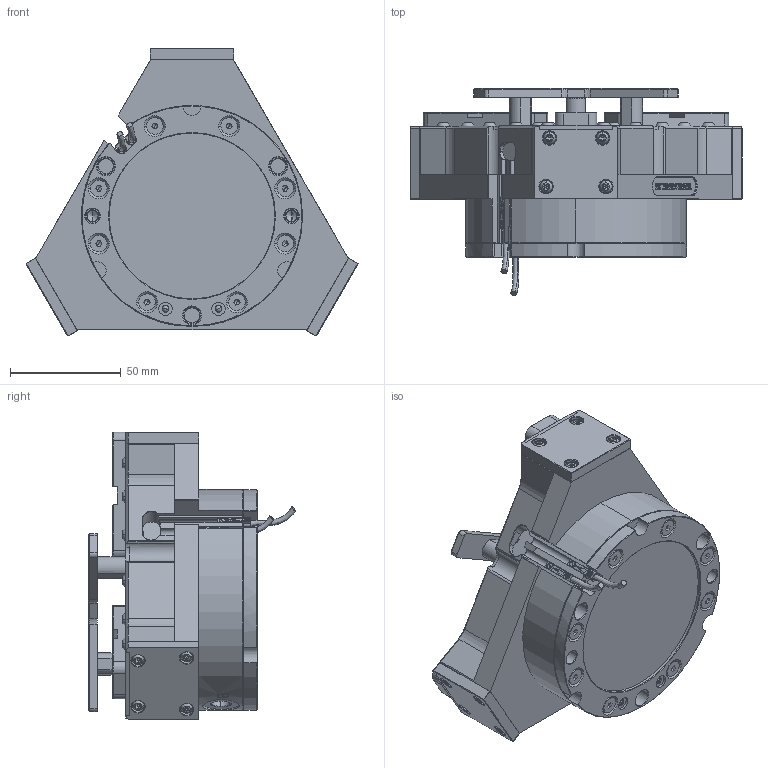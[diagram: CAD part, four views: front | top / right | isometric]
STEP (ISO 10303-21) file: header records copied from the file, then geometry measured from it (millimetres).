
FILE_DESCRIPTION (( 'STEP AP203' ), '1' );
FILE_NAME ('FY-JGZ 100-1-SAD.STEP', '2024-04-13T02:39:04', ( 'User' ), ( 'Microsoft' ), 'SwSTEP 2.0', 'SolidWorks 2015', '' );
FILE_SCHEMA (( 'CONFIG_CONTROL_DESIGN' ));
Length unit declared in the file: millimetre
Products named in the file (22): FY-JGZ 100-1-SAD; 本公司二维码-梵煜2; FY-JGZ 100-1芢蹋裝眻噤10; 陔遴LOGO齪郪磁; 芢蹋啣蹟隊M4; FY-JGZ 100-1-SAD滅鳥輸; FY-JGZ 100-1芢蹋啣; hexagon socket button head screws gb_GB_SOCKET_TYPE7 M3X8-N; FOYOT梓齪; FY-JGZ 100-1-SAD褲极; 12X10X6肣杶; FY-JGZ 100-1-SAD倰瘍齪; 棠俶羲壽4.0X15; 10X6X5肣杶; FY-JGZ 100-1-SAD賑輸; 3.175; FY-JGZ 100-1-SAD傷裔; FY-JGZ 100-1-SAD前盖; FY-JGZ 100-1綴裔; hexagon socket button head screws gb_GB_SOCKET_TYPE7 M3X10-N; FY-JGZ 125-1-SADLOGO; hexagon socket countersunk head screws gb_GB_FASTENER_SCREWS_HSCHS M4X12-N
Assembly tree (76 placements, depth 3):
  FY-JGZ 100-1-SAD
    FY-JGZ 100-1-SAD褲极
    棠俶羲壽4.0X15  x2
    3.175  x3
    FY-JGZ 100-1綴裔
    hexagon socket countersunk head screws gb_GB_FASTENER_SCREWS_HSCHS M4X12-N  x8
    FY-JGZ 100-1芢蹋裝眻噤10  x3
    芢蹋啣蹟隊M4  x3
    FY-JGZ 100-1芢蹋啣
    FOYOT梓齪
    FY-JGZ 100-1-SAD倰瘍齪
    FY-JGZ 100-1-SAD賑輸  x3
    FY-JGZ 100-1-SAD前盖
    陔遴LOGO齪郪磁
      FY-JGZ 125-1-SADLOGO
      本公司二维码-梵煜2
    FY-JGZ 100-1-SAD滅鳥輸  x3
    hexagon socket button head screws gb_GB_SOCKET_TYPE7 M3X8-N  x18
    12X10X6肣杶  x3
    10X6X5肣杶  x6
    FY-JGZ 100-1-SAD傷裔  x3
    hexagon socket button head screws gb_GB_SOCKET_TYPE7 M3X10-N  x12
Bounding box: 150.21 x 93.76 x 130.23 mm (x, y, z)
Volume: 428734.6 mm3; surface area: 168878.6 mm2
Topology: 85 solids, 85 shells, 4663 faces, 11579 edges, 7324 vertices
Faces by surface type: plane 2593, bspline 723, cylinder 703, cone 544, sphere 66, torus 34
Entity records: 138305 total; most frequent: CARTESIAN_POINT 58813, ORIENTED_EDGE 16700, DIRECTION 13404, EDGE_CURVE 8350, LINE 5754, VECTOR 5754, VERTEX_POINT 5446, AXIS2_PLACEMENT_3D 3825
